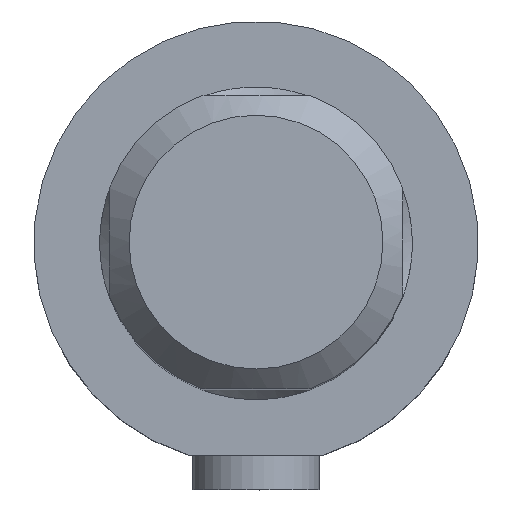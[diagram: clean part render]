
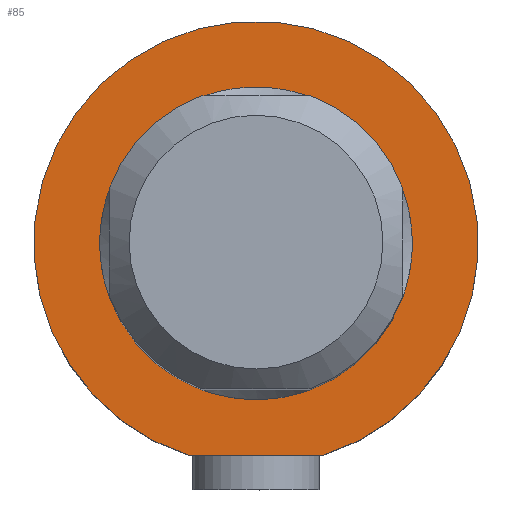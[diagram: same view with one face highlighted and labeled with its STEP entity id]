
A CAD part, top view. The second image highlights one B-rep face of the part: STEP entity #85.
In plain terms, the highlighted planar face has unit normal (0, 0, 1).
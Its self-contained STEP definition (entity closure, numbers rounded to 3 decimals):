
#85=ADVANCED_FACE('',(#167,#168),#113,.F.);
#113=PLANE('',#507);
#124=LINE('',#693,#142);
#142=VECTOR('',#559,1.);
#167=FACE_BOUND('',#187,.T.);
#168=FACE_BOUND('',#188,.T.);
#187=EDGE_LOOP('',(#233));
#188=EDGE_LOOP('',(#234,#235));
#233=ORIENTED_EDGE('',*,*,#397,.T.);
#234=ORIENTED_EDGE('',*,*,#387,.F.);
#235=ORIENTED_EDGE('',*,*,#398,.F.);
#343=VERTEX_POINT('',#692);
#344=VERTEX_POINT('',#694);
#353=VERTEX_POINT('',#715);
#387=EDGE_CURVE('',#343,#344,#124,.T.);
#397=EDGE_CURVE('',#353,#353,#453,.T.);
#398=EDGE_CURVE('',#344,#343,#454,.T.);
#453=CIRCLE('',#505,15.99);
#454=CIRCLE('',#506,22.75);
#505=AXIS2_PLACEMENT_3D('',#714,#580,#581);
#506=AXIS2_PLACEMENT_3D('',#716,#582,#583);
#507=AXIS2_PLACEMENT_3D('',#717,#584,#585);
#559=DIRECTION('',(-1.,0.,0.));
#580=DIRECTION('',(0.,0.,-1.));
#581=DIRECTION('',(-1.,0.,0.));
#582=DIRECTION('',(0.,0.,-1.));
#583=DIRECTION('',(-1.,0.,0.));
#584=DIRECTION('',(0.,0.,-1.));
#585=DIRECTION('',(1.,0.,0.));
#692=CARTESIAN_POINT('',(6.832,-21.7,0.));
#693=CARTESIAN_POINT('',(-15.99,-21.7,0.));
#694=CARTESIAN_POINT('',(-6.832,-21.7,0.));
#714=CARTESIAN_POINT('',(0.,0.,0.));
#715=CARTESIAN_POINT('',(-15.99,0.,0.));
#716=CARTESIAN_POINT('',(0.,0.,0.));
#717=CARTESIAN_POINT('',(-15.99,0.,0.));
